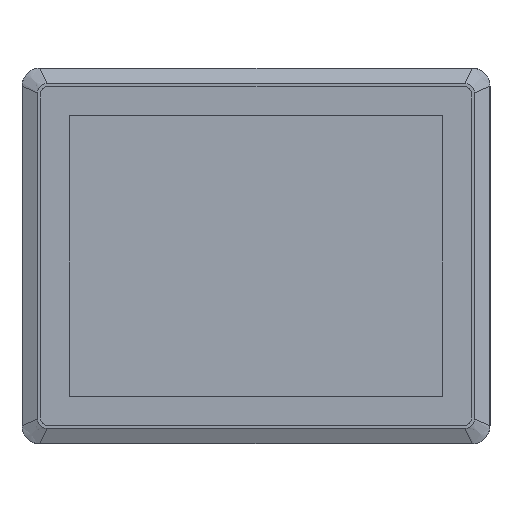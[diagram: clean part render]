
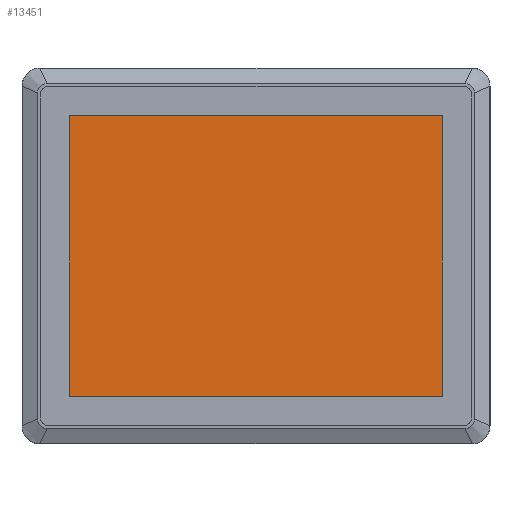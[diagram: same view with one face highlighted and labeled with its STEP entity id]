
A CAD part, top view. The second image highlights one B-rep face of the part: STEP entity #13451.
In plain terms, the highlighted face is planar.
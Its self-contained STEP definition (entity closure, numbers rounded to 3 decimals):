
#13399=DIRECTION('',(0.,0.,-1.));
#13400=VECTOR('',#13399,187.4);
#13401=CARTESIAN_POINT('',(124.435,0.,93.7));
#13402=LINE('',#13401,#13400);
#13407=DIRECTION('',(-1.,0.,0.));
#13408=VECTOR('',#13407,248.87);
#13409=CARTESIAN_POINT('',(124.435,0.,-93.7));
#13410=LINE('',#13409,#13408);
#13414=DIRECTION('',(0.,0.,1.));
#13415=VECTOR('',#13414,187.4);
#13416=CARTESIAN_POINT('',(-124.435,0.,-93.7));
#13417=LINE('',#13416,#13415);
#13421=DIRECTION('',(1.,0.,0.));
#13422=VECTOR('',#13421,248.87);
#13423=CARTESIAN_POINT('',(-124.435,0.,93.7));
#13424=LINE('',#13423,#13422);
#13428=CARTESIAN_POINT('',(124.435,0.,93.7));
#13429=CARTESIAN_POINT('',(124.435,0.,-93.7));
#13430=VERTEX_POINT('',#13428);
#13431=VERTEX_POINT('',#13429);
#13432=CARTESIAN_POINT('',(-124.435,0.,-93.7));
#13433=VERTEX_POINT('',#13432);
#13434=CARTESIAN_POINT('',(-124.435,0.,93.7));
#13435=VERTEX_POINT('',#13434);
#13436=CARTESIAN_POINT('',(0.,0.,0.));
#13437=DIRECTION('',(0.,-1.,0.));
#13438=DIRECTION('',(-1.,0.,0.));
#13439=AXIS2_PLACEMENT_3D('',#13436,#13437,#13438);
#13440=PLANE('',#13439);
#13442=ORIENTED_EDGE('',*,*,#13441,.T.);
#13444=ORIENTED_EDGE('',*,*,#13443,.T.);
#13446=ORIENTED_EDGE('',*,*,#13445,.T.);
#13448=ORIENTED_EDGE('',*,*,#13447,.T.);
#13449=EDGE_LOOP('',(#13442,#13444,#13446,#13448));
#13450=FACE_OUTER_BOUND('',#13449,.F.);
#13441=EDGE_CURVE('',#13430,#13431,#13402,.T.);
#13443=EDGE_CURVE('',#13431,#13433,#13410,.T.);
#13445=EDGE_CURVE('',#13433,#13435,#13417,.T.);
#13447=EDGE_CURVE('',#13435,#13430,#13424,.T.);
#13451=ADVANCED_FACE('',(#13450),#13440,.T.);
